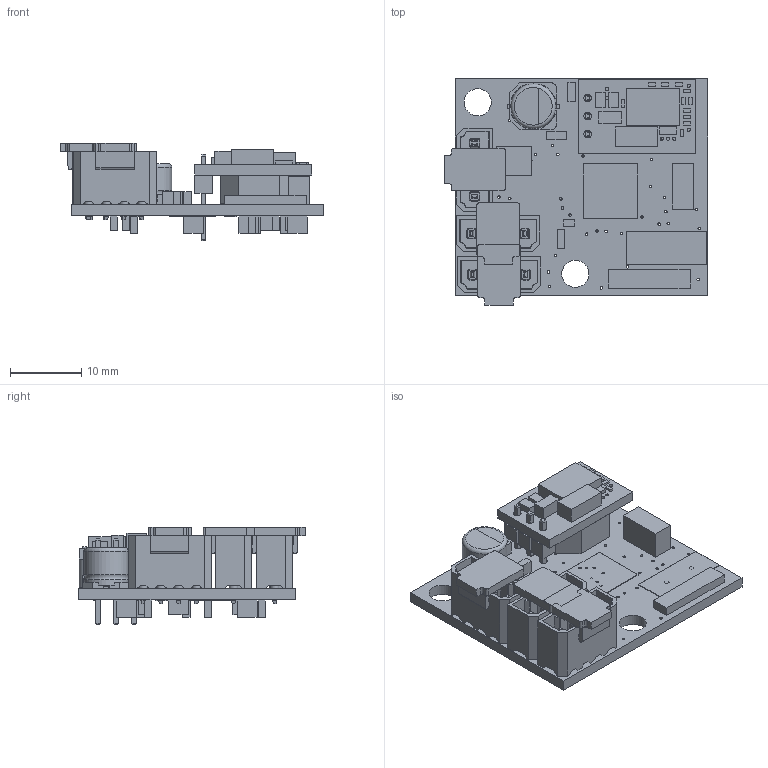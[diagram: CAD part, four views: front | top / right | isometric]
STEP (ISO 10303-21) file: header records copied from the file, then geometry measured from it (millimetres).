
FILE_DESCRIPTION(/* description */ (''),/* implementation_level */ '2;1');
FILE_NAME(/* name */ '5a48a142-8d14-4a00-8573-6c93ad79b1c5.stp',/* time_stamp */ '2020-10-26T16:39:47+00:00',/* author */ (''),/* organization */ (''),/* preprocessor_version */ 'ST-DEVELOPER v18.1',/* originating_system */ 'Autodesk Translation Framework v9.3.0.1241',/* authorisation */ '');
FILE_SCHEMA (('AUTOMOTIVE_DESIGN { 1 0 10303 214 3 1 1 }'));
Length unit declared in the file: millimetre
Products named in the file (23): 5a48a142-8d14-4a00-8573-6c93ad79b1c5; PCB Component; Board; 20pF; 0.1uF; LED-0603; 0; 470; FE05-1; STM32F042K6T6; ECS-80-S-4X; MURATA-DC-DC; ULN2003V12; DISCRETECOMPONENTS_SWITCH; 6-32-HOLE; PXC-PTSM-04-V-1778573; ptsm_0.5_pad; ptsm_0.5-4-hv-2.5-thr; TCAN337D; 47UF-POLAR-PANASONIC_D-50V-20%; WSIZE CODE D-001; WSIZE CODE D-002; WSIZE CODE D-003
Assembly tree (40 placements, depth 4):
  5a48a142-8d14-4a00-8573-6c93ad79b1c5
    PCB Component
      Board
      20pF  x7
      0.1uF
      LED-0603  x3
      0  x5
      470  x3
      FE05-1
      STM32F042K6T6
      ECS-80-S-4X
      MURATA-DC-DC
      ULN2003V12
      DISCRETECOMPONENTS_SWITCH
      6-32-HOLE  x2
      PXC-PTSM-04-V-1778573  x3
        ptsm_0.5_pad
        ptsm_0.5-4-hv-2.5-thr
      TCAN337D
      47UF-POLAR-PANASONIC_D-50V-20%
        WSIZE CODE D-001
        WSIZE CODE D-002
        WSIZE CODE D-003  x2
Bounding box: 37.12 x 31.85 x 13.77 mm (x, y, z)
Volume: 2950.4 mm3; surface area: 7230.3 mm2
Topology: 36 solids, 63 shells, 1395 faces, 3922 edges, 2639 vertices
Faces by surface type: plane 1147, cylinder 190, cone 54, torus 2, sphere 2
Full cylindrical faces by diameter (mm): 0.33 x5, 0.35 x45, 0.4 x1, 0.457 x6, 0.63 x2, 0.65 x2, 0.813 x5, 0.85 x2, 1.016 x3, 1.067 x3, 1.1 x12, 1.2 x12, 3.81 x2, 6.3 x2
Entity records: 28692 total; most frequent: CARTESIAN_POINT 5557, DIRECTION 4511, ORIENTED_EDGE 4116, EDGE_CURVE 2346, LINE 1789, VECTOR 1789, VERTEX_POINT 1615, AXIS2_PLACEMENT_3D 1361
